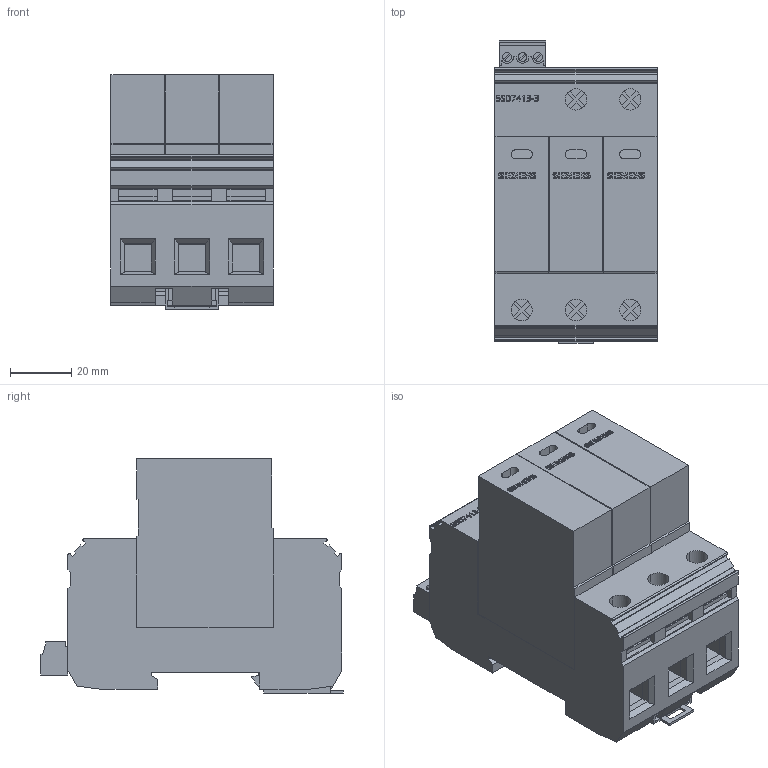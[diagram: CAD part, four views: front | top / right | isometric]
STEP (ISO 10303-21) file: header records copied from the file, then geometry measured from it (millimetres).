
FILE_DESCRIPTION(/* description */ (''),/* implementation_level */ '2;1');
FILE_NAME(/* name */ '5SD7413-3_v.stp',/* time_stamp */ '2023-07-26T13:04:50+02:00',/* author */ (''),/* organization */ (''),/* preprocessor_version */ 'ST-DEVELOPER v19.3',/* originating_system */ 'SIEMENS PLM Software NX2212.1700',/* authorisation */ '');
FILE_SCHEMA (('AUTOMOTIVE_DESIGN { 1 0 10303 214 3 1 1 1 }'));
Length unit declared in the file: millimetre
Products named in the file (1): model2
Bounding box: 53.4 x 99.1 x 76.8 mm (x, y, z)
Volume: 269899.7 mm3; surface area: 48007.8 mm2
Topology: 1 solids, 1 shells, 713 faces, 1940 edges, 1282 vertices
Faces by surface type: plane 638, extrusion 40, cylinder 35
Entity records: 27357 total; most frequent: CARTESIAN_POINT 6771, ORIENTED_EDGE 3880, DIRECTION 2877, EDGE_CURVE 1940, VERTEX_POINT 1282, VECTOR 1273, LINE 1233, AXIS2_PLACEMENT_3D 802
